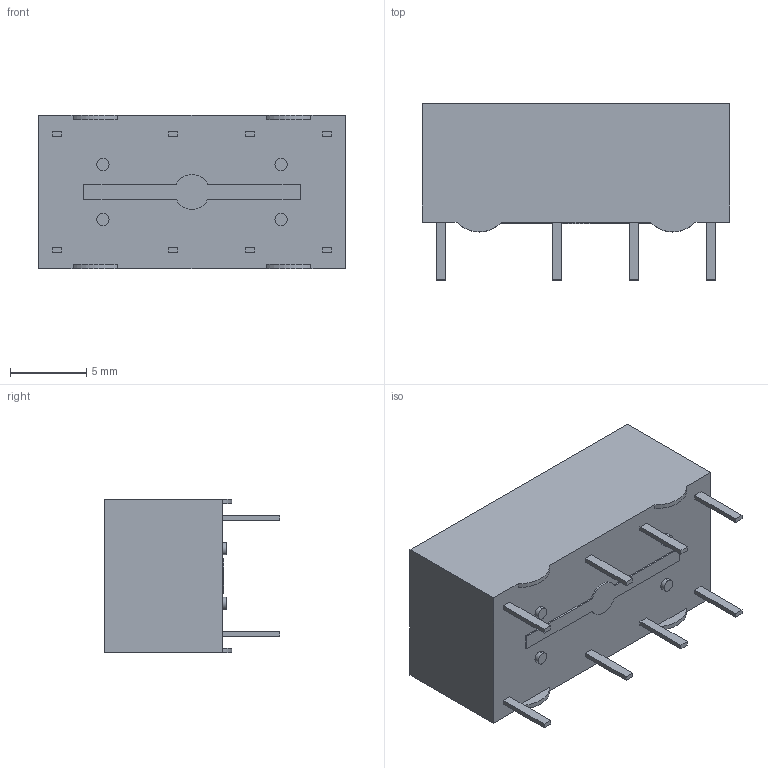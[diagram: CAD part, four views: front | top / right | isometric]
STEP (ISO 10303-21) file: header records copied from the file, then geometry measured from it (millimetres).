
FILE_DESCRIPTION (( 'STEP AP214' ), '1' );
FILE_NAME ('G6AU_274P_ST_US.step', '2017-09-08T04:47:47', ( 'OSMC1.0 ' ), ( ' ' ), 'SwSTEP 2.0', 'SolidWorks 2002025', '' );
FILE_SCHEMA (( 'AUTOMOTIVE_DESIGN' ));
Length unit declared in the file: millimetre
Products named in the file (1): G6AU_274P_ST_US
Bounding box: 20.2 x 11.56 x 10.1 mm (x, y, z)
Volume: 1591.8 mm3; surface area: 951.8 mm2
Topology: 1 solids, 1 shells, 81 faces, 195 edges, 130 vertices
Faces by surface type: plane 66, cylinder 15
Entity records: 2813 total; most frequent: CARTESIAN_POINT 407, ORIENTED_EDGE 390, DIRECTION 389, EDGE_CURVE 195, LINE 165, VECTOR 165, VERTEX_POINT 130, AXIS2_PLACEMENT_3D 112
